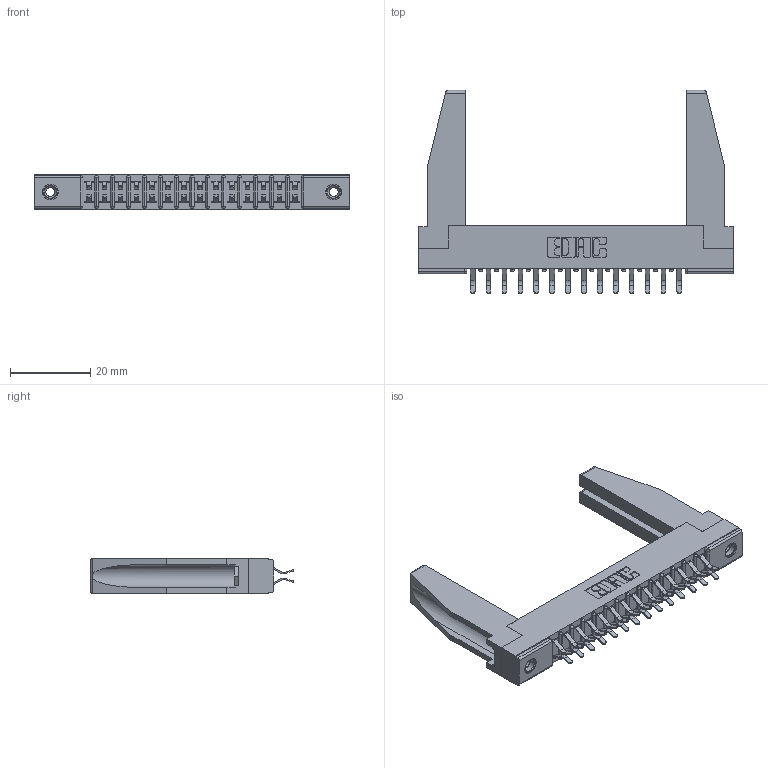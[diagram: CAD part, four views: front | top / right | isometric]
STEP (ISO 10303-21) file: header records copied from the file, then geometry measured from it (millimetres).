
FILE_DESCRIPTION (( 'STEP AP203' ), '1' );
FILE_NAME ('357-028-456-278.STEP', '2020-10-03T04:36:35', ( '' ), ( '' ), 'SwSTEP 2.0', 'SolidWorks 2020', '' );
FILE_SCHEMA (( 'CONFIG_CONTROL_DESIGN' ));
Length unit declared in the file: inch
Products named in the file (5): 307-220-078; 345-250-001_345-250-001-102; 357-028-456-278; 307-290-001_556; 307 Part_.156 Dia Mounting Holes
Assembly tree (33 placements, depth 2):
  357-028-456-278
    307 Part_.156 Dia Mounting Holes
    307-290-001_556  x28
    307-220-078  x2
    345-250-001_345-250-001-102  x2
Bounding box: 78.49 x 50.67 x 8.71 mm (x, y, z)
Volume: 9123 mm3; surface area: 12439.1 mm2
Topology: 33 solids, 33 shells, 1663 faces, 4629 edges, 2998 vertices
Faces by surface type: plane 1078, cylinder 539, sphere 30, cone 12, torus 4
Entity records: 18445 total; most frequent: CARTESIAN_POINT 3036, ORIENTED_EDGE 2964, DIRECTION 2940, EDGE_CURVE 1482, LINE 1128, VECTOR 1128, VERTEX_POINT 960, AXIS2_PLACEMENT_3D 906
